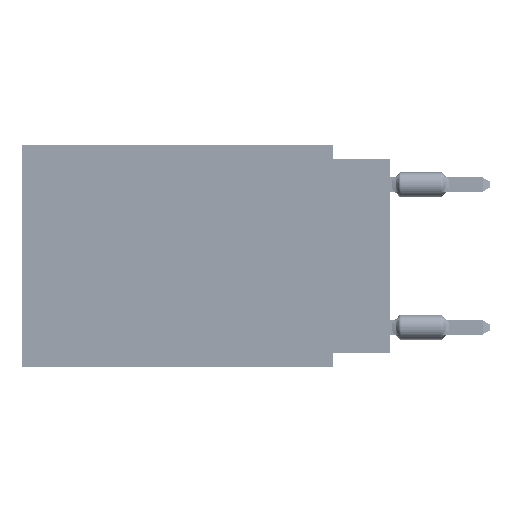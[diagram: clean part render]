
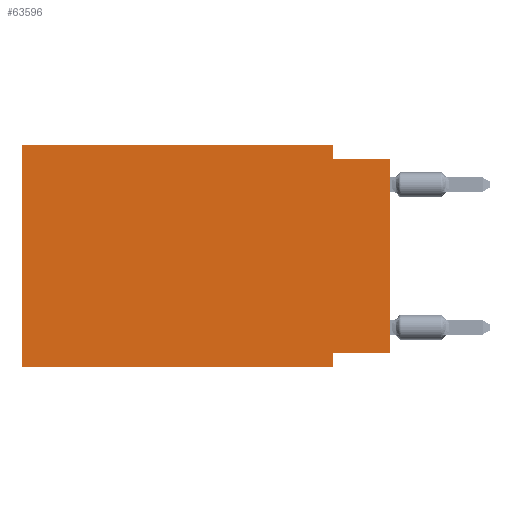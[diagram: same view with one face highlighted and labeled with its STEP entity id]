
A CAD part, left-side view. The second image highlights one B-rep face of the part: STEP entity #63596.
In plain terms, the highlighted planar face has unit normal (-1, 0, 0).
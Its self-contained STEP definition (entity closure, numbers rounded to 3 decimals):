
#143 = VECTOR ( 'NONE', #43653, 1000. ) ;
#562 = ORIENTED_EDGE ( 'NONE', *, *, #37055, .F. ) ;
#721 = CARTESIAN_POINT ( 'NONE',  ( 0., 16.383, 0. ) ) ;
#1726 = VERTEX_POINT ( 'NONE', #53829 ) ;
#2257 = VERTEX_POINT ( 'NONE', #12523 ) ;
#3266 = LINE ( 'NONE', #31446, #45021 ) ;
#3272 = LINE ( 'NONE', #71082, #143 ) ;
#5228 = LINE ( 'NONE', #61541, #16011 ) ;
#6340 = ORIENTED_EDGE ( 'NONE', *, *, #44755, .F. ) ;
#8056 = VECTOR ( 'NONE', #36757, 1000. ) ;
#8909 = CARTESIAN_POINT ( 'NONE',  ( 0., 16.383, 0. ) ) ;
#9271 = LINE ( 'NONE', #8909, #47288 ) ;
#10611 = CARTESIAN_POINT ( 'NONE',  ( 0., 16.383, 0. ) ) ;
#12523 = CARTESIAN_POINT ( 'NONE',  ( 0., 2.54, -0.635 ) ) ;
#14117 = CARTESIAN_POINT ( 'NONE',  ( 0., 0., 0. ) ) ;
#14141 = VERTEX_POINT ( 'NONE', #52269 ) ;
#14352 = EDGE_LOOP ( 'NONE', ( #49307, #562, #28120, #42409, #40286, #31679, #6340, #41846 ) ) ;
#14879 = VECTOR ( 'NONE', #43694, 1000. ) ;
#16011 = VECTOR ( 'NONE', #27103, 1000. ) ;
#19319 = LINE ( 'NONE', #14117, #8056 ) ;
#20768 = DIRECTION ( 'NONE',  ( 0., -1., 0. ) ) ;
#21091 = LINE ( 'NONE', #27007, #14879 ) ;
#23319 = DIRECTION ( 'NONE',  ( 0., 0., 1. ) ) ;
#24735 = VECTOR ( 'NONE', #67619, 1000. ) ;
#25952 = EDGE_CURVE ( 'NONE', #42087, #58082, #19319, .T. ) ;
#26560 = DIRECTION ( 'NONE',  ( 1., 0., 0. ) ) ;
#27007 = CARTESIAN_POINT ( 'NONE',  ( 0., 16.383, -9.906 ) ) ;
#27103 = DIRECTION ( 'NONE',  ( 0., -1., 0. ) ) ;
#28120 = ORIENTED_EDGE ( 'NONE', *, *, #28781, .F. ) ;
#28781 = EDGE_CURVE ( 'NONE', #1726, #2257, #3266, .T. ) ;
#28882 = LINE ( 'NONE', #721, #54092 ) ;
#31446 = CARTESIAN_POINT ( 'NONE',  ( 0., 2.54, 0. ) ) ;
#31679 = ORIENTED_EDGE ( 'NONE', *, *, #60038, .T. ) ;
#34071 = CARTESIAN_POINT ( 'NONE',  ( 0., 0., -9.271 ) ) ;
#36757 = DIRECTION ( 'NONE',  ( 0., 0., 1. ) ) ;
#37055 = EDGE_CURVE ( 'NONE', #2257, #58082, #5228, .T. ) ;
#38683 = CARTESIAN_POINT ( 'NONE',  ( 0., 2.54, -9.906 ) ) ;
#40094 = AXIS2_PLACEMENT_3D ( 'NONE', #10611, #26560, #72470 ) ;
#40286 = ORIENTED_EDGE ( 'NONE', *, *, #67335, .F. ) ;
#41846 = ORIENTED_EDGE ( 'NONE', *, *, #69698, .F. ) ;
#42087 = VERTEX_POINT ( 'NONE', #34071 ) ;
#42409 = ORIENTED_EDGE ( 'NONE', *, *, #43208, .F. ) ;
#43208 = EDGE_CURVE ( 'NONE', #55742, #1726, #9271, .T. ) ;
#43653 = DIRECTION ( 'NONE',  ( 0., 0., -1. ) ) ;
#43694 = DIRECTION ( 'NONE',  ( 0., -1., 0. ) ) ;
#44332 = PLANE ( 'NONE',  #40094 ) ;
#44755 = EDGE_CURVE ( 'NONE', #14141, #72511, #3272, .T. ) ;
#45021 = VECTOR ( 'NONE', #64793, 1000. ) ;
#46621 = VERTEX_POINT ( 'NONE', #61917 ) ;
#47288 = VECTOR ( 'NONE', #20768, 1000. ) ;
#49307 = ORIENTED_EDGE ( 'NONE', *, *, #25952, .T. ) ;
#52269 = CARTESIAN_POINT ( 'NONE',  ( 0., 2.54, -9.271 ) ) ;
#53829 = CARTESIAN_POINT ( 'NONE',  ( 0., 2.54, 0. ) ) ;
#54092 = VECTOR ( 'NONE', #23319, 1000. ) ;
#55742 = VERTEX_POINT ( 'NONE', #60446 ) ;
#58082 = VERTEX_POINT ( 'NONE', #58242 ) ;
#58242 = CARTESIAN_POINT ( 'NONE',  ( 0., 0., -0.635 ) ) ;
#60038 = EDGE_CURVE ( 'NONE', #46621, #72511, #21091, .T. ) ;
#60446 = CARTESIAN_POINT ( 'NONE',  ( 0., 16.383, 0. ) ) ;
#61541 = CARTESIAN_POINT ( 'NONE',  ( 0., 0., -0.635 ) ) ;
#61917 = CARTESIAN_POINT ( 'NONE',  ( 0., 16.383, -9.906 ) ) ;
#63596 = ADVANCED_FACE ( 'NONE', ( #67291 ), #44332, .F. ) ;
#64793 = DIRECTION ( 'NONE',  ( 0., 0., -1. ) ) ;
#66890 = LINE ( 'NONE', #68989, #24735 ) ;
#67291 = FACE_OUTER_BOUND ( 'NONE', #14352, .T. ) ;
#67335 = EDGE_CURVE ( 'NONE', #46621, #55742, #28882, .T. ) ;
#67619 = DIRECTION ( 'NONE',  ( 0., 1., 0. ) ) ;
#68989 = CARTESIAN_POINT ( 'NONE',  ( 0., 0., -9.271 ) ) ;
#69698 = EDGE_CURVE ( 'NONE', #42087, #14141, #66890, .T. ) ;
#71082 = CARTESIAN_POINT ( 'NONE',  ( 0., 2.54, -9.906 ) ) ;
#72470 = DIRECTION ( 'NONE',  ( 0., 0., -1. ) ) ;
#72511 = VERTEX_POINT ( 'NONE', #38683 ) ;
